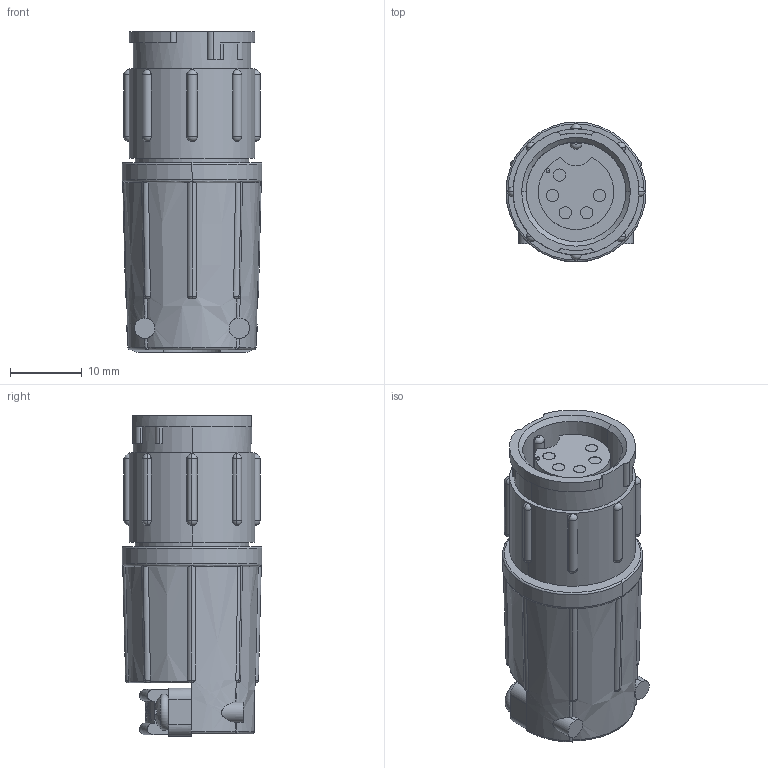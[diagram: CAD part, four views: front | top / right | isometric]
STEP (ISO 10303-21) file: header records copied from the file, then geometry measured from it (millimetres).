
FILE_DESCRIPTION (( 'STEP AP203' ), '1' );
FILE_NAME ('5280-5SG-524.STEP', '2015-08-27T16:26:24', ( '' ), ( '' ), 'SwSTEP 2.0', 'SolidWorks 2014', '' );
FILE_SCHEMA (( 'CONFIG_CONTROL_DESIGN' ));
Length unit declared in the file: inch
Products named in the file (1): 5280-5SG-524
Bounding box: 19.56 x 19.56 x 44.79 mm (x, y, z)
Volume: 9671.4 mm3; surface area: 4504.9 mm2
Topology: 1 solids, 1 shells, 406 faces, 1059 edges, 677 vertices
Faces by surface type: plane 171, cylinder 125, torus 69, bspline 21, cone 15, sphere 5
Entity records: 13848 total; most frequent: CARTESIAN_POINT 3980, ORIENTED_EDGE 2114, DIRECTION 2036, EDGE_CURVE 1057, AXIS2_PLACEMENT_3D 829, VERTEX_POINT 676, CIRCLE 443, EDGE_LOOP 431
